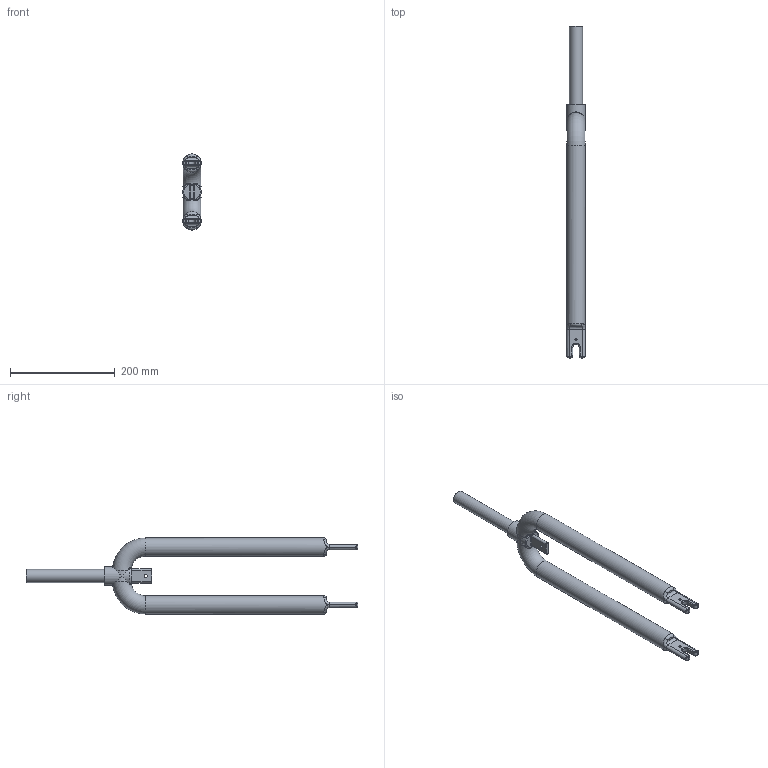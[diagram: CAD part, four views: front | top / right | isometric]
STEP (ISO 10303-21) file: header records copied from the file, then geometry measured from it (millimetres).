
FILE_DESCRIPTION( ( '' ), ' ' );
FILE_NAME( '5bf464b1a5d82216ddfc1de5.step', '2018-11-20T19:46:59', ( '' ), ( '' ), ' ', ' ', ' ' );
FILE_SCHEMA( ( 'AUTOMOTIVE_DESIGN { 1 0 10303 214 1 1 1 1 }' ) );
Length unit declared in the file: metre
Products named in the file (1): Part4
Bounding box: 35 x 632.5 x 145 mm (x, y, z)
Volume: 934440.8 mm3; surface area: 126503.3 mm2
Topology: 1 solids, 1 shells, 160 faces, 367 edges, 195 vertices
Faces by surface type: cylinder 54, bspline 52, torus 30, plane 24
Full cylindrical faces by diameter (mm): 4 x2, 6 x1, 12 x1, 25 x1, 35 x3
Entity records: 14988 total; most frequent: CARTESIAN_POINT 10527, ORIENTED_EDGE 674, DIRECTION 640, EDGE_CURVE 337, AXIS2_PLACEMENT_3D 282, VERTEX_POINT 191, EDGE_LOOP 178, FACE_OUTER_BOUND 170
